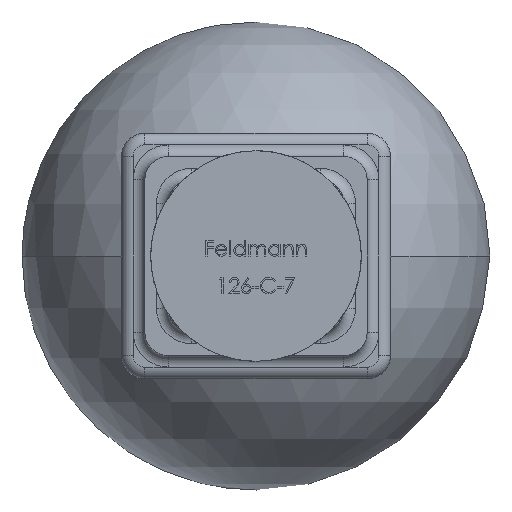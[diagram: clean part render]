
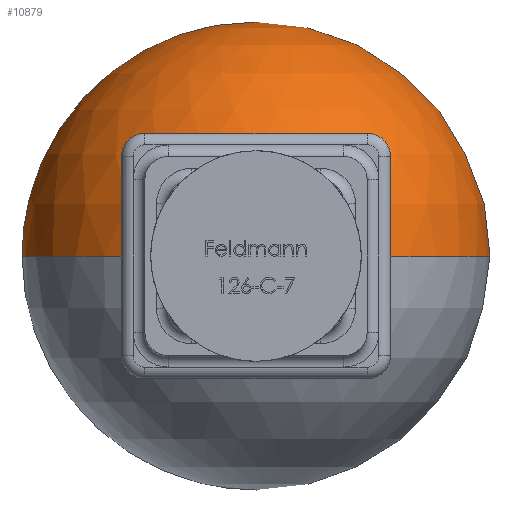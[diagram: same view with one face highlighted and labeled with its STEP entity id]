
A CAD part, front view. The second image highlights one B-rep face of the part: STEP entity #10879.
In plain terms, the highlighted spherical face has radius 20 mm.
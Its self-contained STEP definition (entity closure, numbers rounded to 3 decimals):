
#254 = VERTEX_POINT ( 'NONE', #3524 ) ;
#582 = DIRECTION ( 'NONE',  ( -1., 0., 0. ) ) ;
#673 = CARTESIAN_POINT ( 'NONE',  ( 7.028, 86.275, 0. ) ) ;
#1255 = CARTESIAN_POINT ( 'NONE',  ( -7.028, 105., 0. ) ) ;
#1258 = CIRCLE ( 'NONE', #4646, 18.725 ) ;
#1708 = EDGE_CURVE ( 'NONE', #254, #4429, #2684, .T. ) ;
#1975 = CARTESIAN_POINT ( 'NONE',  ( -7.002, 86.913, 4.883 ) ) ;
#1991 = CIRCLE ( 'NONE', #7457, 19.193 ) ;
#2268 = CARTESIAN_POINT ( 'NONE',  ( -7.028, 86.275, 0. ) ) ;
#2543 = DIRECTION ( 'NONE',  ( 0., 0., -1. ) ) ;
#2684 = B_SPLINE_CURVE_WITH_KNOTS ( 'NONE', 3,
 ( #10317, #9037, #11591, #4080, #12864, #5341, #14134, #6596, #15383, #7844 ),
 .UNSPECIFIED., .F., .F.,
 ( 4, 2, 2, 2, 4 ),
 ( 0., 0., 0.001, 0.001, 0.002 ),
 .UNSPECIFIED. ) ;
#3211 = CARTESIAN_POINT ( 'NONE',  ( 0., 105., 0. ) ) ;
#3222 = CARTESIAN_POINT ( 'NONE',  ( -6.825, 86.945, 5.24 ) ) ;
#3524 = CARTESIAN_POINT ( 'NONE',  ( 6.028, 86.778, 5.622 ) ) ;
#3695 = CARTESIAN_POINT ( 'NONE',  ( 0., 105., 5.622 ) ) ;
#3830 = AXIS2_PLACEMENT_3D ( 'NONE', #14066, #12809, #8975 ) ;
#4080 = CARTESIAN_POINT ( 'NONE',  ( 6.524, 86.911, 5.5 ) ) ;
#4429 = VERTEX_POINT ( 'NONE', #7957 ) ;
#4473 = CIRCLE ( 'NONE', #11772, 20. ) ;
#4489 = DIRECTION ( 'NONE',  ( 1., 0., 0. ) ) ;
#4498 = CARTESIAN_POINT ( 'NONE',  ( -6.524, 86.911, 5.5 ) ) ;
#4546 = EDGE_CURVE ( 'NONE', #8683, #4429, #1258, .T. ) ;
#4591 = ORIENTED_EDGE ( 'NONE', *, *, #8113, .T. ) ;
#4646 = AXIS2_PLACEMENT_3D ( 'NONE', #8085, #582, #9342 ) ;
#4951 = DIRECTION ( 'NONE',  ( -1., 0., 0. ) ) ;
#5011 = VERTEX_POINT ( 'NONE', #2268 ) ;
#5328 = VERTEX_POINT ( 'NONE', #9202 ) ;
#5341 = CARTESIAN_POINT ( 'NONE',  ( 6.825, 86.945, 5.241 ) ) ;
#5655 = CARTESIAN_POINT ( 'NONE',  ( -7.028, 86.855, 4.622 ) ) ;
#5759 = CARTESIAN_POINT ( 'NONE',  ( -6.155, 86.82, 5.622 ) ) ;
#6411 = CARTESIAN_POINT ( 'NONE',  ( 0., 105., 0. ) ) ;
#6596 = CARTESIAN_POINT ( 'NONE',  ( 7.002, 86.913, 4.884 ) ) ;
#6819 = EDGE_CURVE ( 'NONE', #5328, #8683, #4473, .T. ) ;
#7457 = AXIS2_PLACEMENT_3D ( 'NONE', #3695, #12489, #4951 ) ;
#7664 = CIRCLE ( 'NONE', #10320, 20. ) ;
#7665 = DIRECTION ( 'NONE',  ( -1., 0., 0. ) ) ;
#7844 = CARTESIAN_POINT ( 'NONE',  ( 7.028, 86.855, 4.622 ) ) ;
#7957 = CARTESIAN_POINT ( 'NONE',  ( 7.028, 86.855, 4.622 ) ) ;
#8054 = CARTESIAN_POINT ( 'NONE',  ( -6.028, 86.778, 5.622 ) ) ;
#8085 = CARTESIAN_POINT ( 'NONE',  ( 7.028, 105., 0. ) ) ;
#8113 = EDGE_CURVE ( 'NONE', #5328, #5011, #7664, .T. ) ;
#8446 = EDGE_CURVE ( 'NONE', #254, #10990, #1991, .T. ) ;
#8683 = VERTEX_POINT ( 'NONE', #673 ) ;
#8899 = ORIENTED_EDGE ( 'NONE', *, *, #8446, .F. ) ;
#8975 = DIRECTION ( 'NONE',  ( -1., 0., 0. ) ) ;
#9037 = CARTESIAN_POINT ( 'NONE',  ( 6.155, 86.82, 5.622 ) ) ;
#9202 = CARTESIAN_POINT ( 'NONE',  ( 0., 125., 0. ) ) ;
#9342 = DIRECTION ( 'NONE',  ( 0., 0., 1. ) ) ;
#9388 = ORIENTED_EDGE ( 'NONE', *, *, #12164, .T. ) ;
#9844 = AXIS2_PLACEMENT_3D ( 'NONE', #1255, #10020, #2543 ) ;
#9879 = B_SPLINE_CURVE_WITH_KNOTS ( 'NONE', 3,
 ( #5655, #11971, #1975, #10733, #3222, #12014, #4498, #13274, #5759, #14531 ),
 .UNSPECIFIED., .F., .F.,
 ( 4, 2, 2, 2, 4 ),
 ( 0., 0., 0.001, 0.001, 0.002 ),
 .UNSPECIFIED. ) ;
#10020 = DIRECTION ( 'NONE',  ( 1., 0., 0. ) ) ;
#10317 = CARTESIAN_POINT ( 'NONE',  ( 6.028, 86.778, 5.622 ) ) ;
#10320 = AXIS2_PLACEMENT_3D ( 'NONE', #3211, #12002, #4489 ) ;
#10733 = CARTESIAN_POINT ( 'NONE',  ( -6.901, 86.942, 5.127 ) ) ;
#10763 = CARTESIAN_POINT ( 'NONE',  ( -7.028, 86.855, 4.622 ) ) ;
#10879 = ADVANCED_FACE ( 'NONE', ( #15791 ), #12073, .T. ) ;
#10990 = VERTEX_POINT ( 'NONE', #8054 ) ;
#11591 = CARTESIAN_POINT ( 'NONE',  ( 6.282, 86.856, 5.598 ) ) ;
#11772 = AXIS2_PLACEMENT_3D ( 'NONE', #6411, #15192, #7665 ) ;
#11971 = CARTESIAN_POINT ( 'NONE',  ( -7.028, 86.888, 4.752 ) ) ;
#12002 = DIRECTION ( 'NONE',  ( 0., 0., 1. ) ) ;
#12014 = CARTESIAN_POINT ( 'NONE',  ( -6.637, 86.93, 5.426 ) ) ;
#12073 = SPHERICAL_SURFACE ( 'NONE', #3830, 20. ) ;
#12099 = ORIENTED_EDGE ( 'NONE', *, *, #15639, .F. ) ;
#12164 = EDGE_CURVE ( 'NONE', #15787, #10990, #9879, .T. ) ;
#12308 = CIRCLE ( 'NONE', #9844, 18.725 ) ;
#12488 = ORIENTED_EDGE ( 'NONE', *, *, #4546, .F. ) ;
#12489 = DIRECTION ( 'NONE',  ( 0., 0., -1. ) ) ;
#12809 = DIRECTION ( 'NONE',  ( 0., 0., -1. ) ) ;
#12864 = CARTESIAN_POINT ( 'NONE',  ( 6.637, 86.93, 5.427 ) ) ;
#13274 = CARTESIAN_POINT ( 'NONE',  ( -6.283, 86.856, 5.598 ) ) ;
#14066 = CARTESIAN_POINT ( 'NONE',  ( 0., 105., 0. ) ) ;
#14134 = CARTESIAN_POINT ( 'NONE',  ( 6.901, 86.942, 5.127 ) ) ;
#14150 = ORIENTED_EDGE ( 'NONE', *, *, #1708, .T. ) ;
#14409 = ORIENTED_EDGE ( 'NONE', *, *, #6819, .F. ) ;
#14531 = CARTESIAN_POINT ( 'NONE',  ( -6.028, 86.778, 5.622 ) ) ;
#14868 = EDGE_LOOP ( 'NONE', ( #14409, #4591, #12099, #9388, #8899, #14150, #12488 ) ) ;
#15192 = DIRECTION ( 'NONE',  ( 0., 0., -1. ) ) ;
#15383 = CARTESIAN_POINT ( 'NONE',  ( 7.028, 86.888, 4.752 ) ) ;
#15639 = EDGE_CURVE ( 'NONE', #15787, #5011, #12308, .T. ) ;
#15787 = VERTEX_POINT ( 'NONE', #10763 ) ;
#15791 = FACE_OUTER_BOUND ( 'NONE', #14868, .T. ) ;
